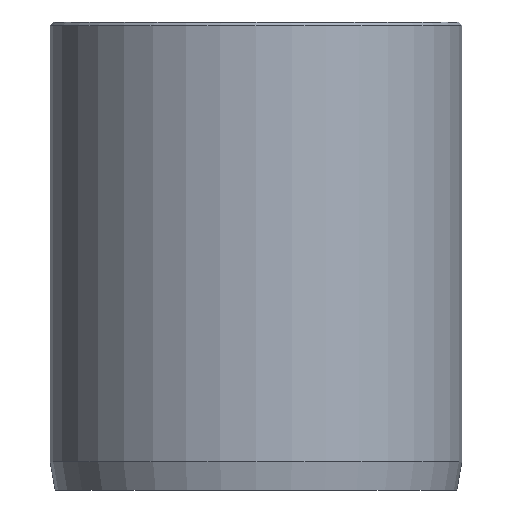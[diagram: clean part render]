
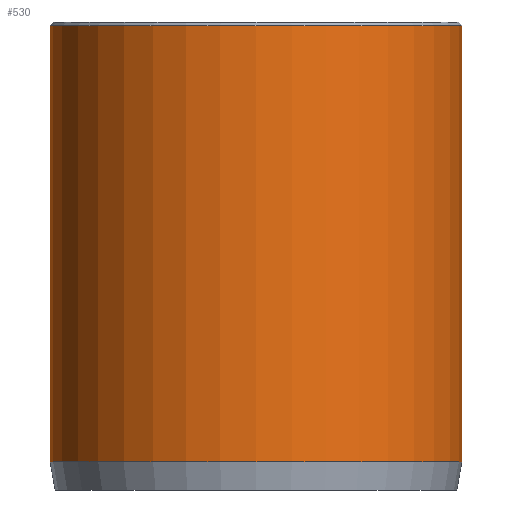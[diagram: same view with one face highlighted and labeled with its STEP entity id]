
A CAD part, front view. The second image highlights one B-rep face of the part: STEP entity #530.
In plain terms, the highlighted cylindrical face has radius 11 mm (diameter 22 mm), a partial arc.
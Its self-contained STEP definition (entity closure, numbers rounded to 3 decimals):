
#53 = ORIENTED_EDGE ( 'NONE', *, *, #795, .T. ) ;
#54 = ORIENTED_EDGE ( 'NONE', *, *, #913, .T. ) ;
#59 = CARTESIAN_POINT ( 'NONE',  ( -11., 0., 24.8 ) ) ;
#67 = VECTOR ( 'NONE', #592, 1000. ) ;
#155 = CARTESIAN_POINT ( 'NONE',  ( 0., 0., 24.8 ) ) ;
#207 = DIRECTION ( 'NONE',  ( 0., 0., 1. ) ) ;
#218 = CYLINDRICAL_SURFACE ( 'NONE', #535, 11. ) ;
#230 = CARTESIAN_POINT ( 'NONE',  ( -11., 0., 25. ) ) ;
#246 = CARTESIAN_POINT ( 'NONE',  ( 11., 0., 1.5 ) ) ;
#260 = DIRECTION ( 'NONE',  ( 1., 0., 0. ) ) ;
#294 = EDGE_LOOP ( 'NONE', ( #973, #876, #54, #53 ) ) ;
#403 = AXIS2_PLACEMENT_3D ( 'NONE', #155, #866, #260 ) ;
#516 = AXIS2_PLACEMENT_3D ( 'NONE', #814, #207, #912 ) ;
#530 = ADVANCED_FACE ( 'NONE', ( #1285 ), #218, .T. ) ;
#535 = AXIS2_PLACEMENT_3D ( 'NONE', #742, #849, #840 ) ;
#552 = LINE ( 'NONE', #691, #67 ) ;
#592 = DIRECTION ( 'NONE',  ( 0., 0., -1. ) ) ;
#594 = EDGE_CURVE ( 'NONE', #1121, #1099, #1251, .T. ) ;
#655 = LINE ( 'NONE', #230, #892 ) ;
#691 = CARTESIAN_POINT ( 'NONE',  ( 11., 0., 25. ) ) ;
#715 = EDGE_CURVE ( 'NONE', #1121, #1026, #552, .T. ) ;
#742 = CARTESIAN_POINT ( 'NONE',  ( 0., 0., 25. ) ) ;
#749 = CIRCLE ( 'NONE', #516, 11. ) ;
#795 = EDGE_CURVE ( 'NONE', #805, #1026, #749, .T. ) ;
#805 = VERTEX_POINT ( 'NONE', #1110 ) ;
#814 = CARTESIAN_POINT ( 'NONE',  ( 0., 0., 1.5 ) ) ;
#835 = DIRECTION ( 'NONE',  ( 0., 0., -1. ) ) ;
#840 = DIRECTION ( 'NONE',  ( -1., 0., 0. ) ) ;
#849 = DIRECTION ( 'NONE',  ( 0., 0., -1. ) ) ;
#866 = DIRECTION ( 'NONE',  ( 0., 0., -1. ) ) ;
#869 = CARTESIAN_POINT ( 'NONE',  ( 11., 0., 24.8 ) ) ;
#876 = ORIENTED_EDGE ( 'NONE', *, *, #594, .T. ) ;
#892 = VECTOR ( 'NONE', #835, 1000. ) ;
#912 = DIRECTION ( 'NONE',  ( 1., 0., 0. ) ) ;
#913 = EDGE_CURVE ( 'NONE', #1099, #805, #655, .T. ) ;
#973 = ORIENTED_EDGE ( 'NONE', *, *, #715, .F. ) ;
#1026 = VERTEX_POINT ( 'NONE', #246 ) ;
#1099 = VERTEX_POINT ( 'NONE', #59 ) ;
#1110 = CARTESIAN_POINT ( 'NONE',  ( -11., 0., 1.5 ) ) ;
#1121 = VERTEX_POINT ( 'NONE', #869 ) ;
#1251 = CIRCLE ( 'NONE', #403, 11. ) ;
#1285 = FACE_OUTER_BOUND ( 'NONE', #294, .T. ) ;
